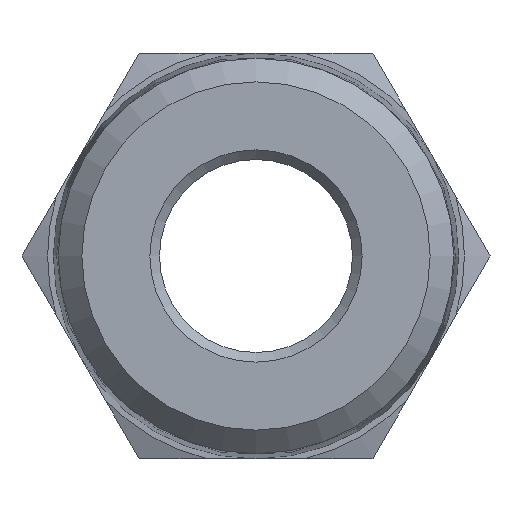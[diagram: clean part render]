
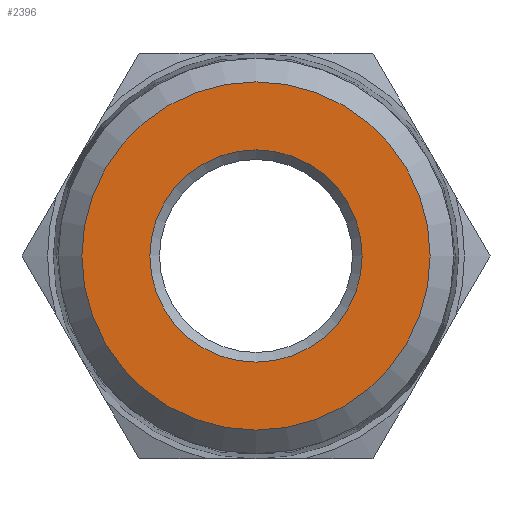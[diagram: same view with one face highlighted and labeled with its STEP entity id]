
A CAD part, left-side view. The second image highlights one B-rep face of the part: STEP entity #2396.
In plain terms, the highlighted planar face has unit normal (-1, 0, 0).
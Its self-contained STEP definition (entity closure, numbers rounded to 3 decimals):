
#2365=CARTESIAN_POINT('',(-52.,0.,-5.5));
#2366=VERTEX_POINT('',#2365);
#2367=CARTESIAN_POINT('',(-52.,0.,0.0));
#2368=DIRECTION('',(-1.0,0.0,0.0));
#2369=DIRECTION('',(0.0,0.0,1.0));
#2370=AXIS2_PLACEMENT_3D('',#2367,#2368,#2369);
#2371=CIRCLE('',#2370,5.5);
#2372=EDGE_CURVE('',#2366,#2366,#2371,.T.);
#2377=CARTESIAN_POINT('',(-52.,5.111,0.0));
#2378=DIRECTION('',(-1.0,0.0,0.0));
#2379=DIRECTION('',(0.0,0.0,1.0));
#2380=AXIS2_PLACEMENT_3D('',#2377,#2378,#2379);
#2381=PLANE('',#2380);
#2382=CARTESIAN_POINT('',(-52.,9.023,0.));
#2383=VERTEX_POINT('',#2382);
#2384=CARTESIAN_POINT('',(-52.,0.,0.0));
#2385=DIRECTION('',(1.0,0.0,0.0));
#2386=DIRECTION('',(0.0,-1.0,0.0));
#2387=AXIS2_PLACEMENT_3D('',#2384,#2385,#2386);
#2388=CIRCLE('',#2387,9.023);
#2389=EDGE_CURVE('',#2383,#2383,#2388,.T.);
#2390=ORIENTED_EDGE('',*,*,#2389,.F.);
#2391=EDGE_LOOP('',(#2390));
#2392=FACE_OUTER_BOUND('',#2391,.T.);
#2393=ORIENTED_EDGE('',*,*,#2372,.F.);
#2394=EDGE_LOOP('',(#2393));
#2395=FACE_BOUND('',#2394,.T.);
#2396=ADVANCED_FACE('',(#2392,#2395),#2381,.T.);
